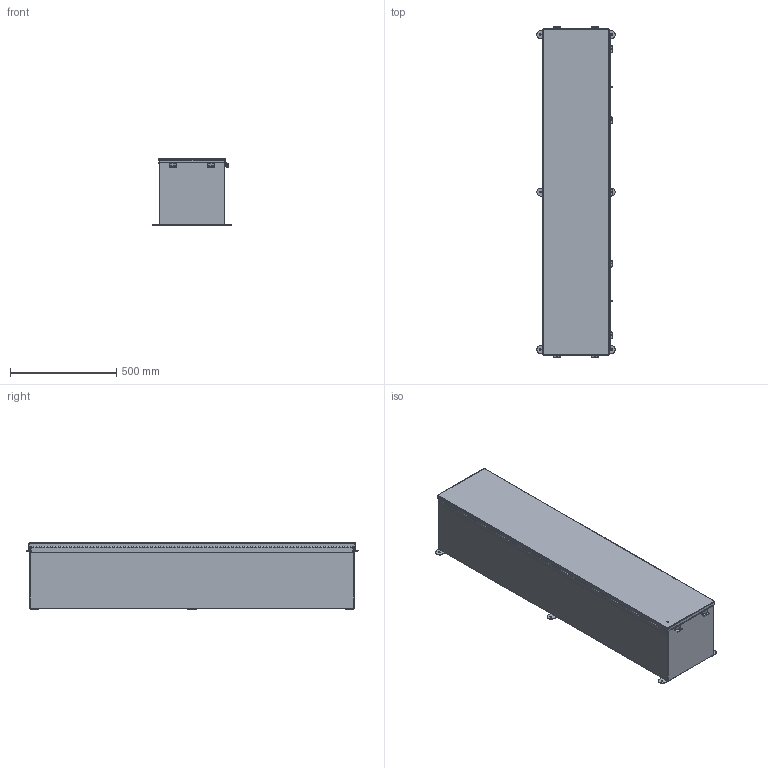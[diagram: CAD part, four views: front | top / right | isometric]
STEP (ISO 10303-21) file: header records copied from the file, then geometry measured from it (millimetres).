
FILE_DESCRIPTION (( 'STEP AP203' ), '1' );
FILE_NAME ('N121260SSCHTR.STEP', '2014-07-18T18:49:02', ( 'changeme' ), ( 'Microsoft' ), 'SwSTEP 2.0', 'SolidWorks 2013', '' );
FILE_SCHEMA (( 'CONFIG_CONTROL_DESIGN' ));
Length unit declared in the file: inch
Products named in the file (13): HW-CLH-JH-20154; N121260SSCHTR Hinge Cover Side JIC; N121260SSCHTR JIC Mounting Bracket; N121260SSCHTR _JIC Hinge; N121260SSCHTR; N121260SSCHTR JIC_Cover_Template; N121260SSCHTR JIC Clamp Bracket; N121260SSCHTR JIC Cover Clamp; N121260SSCHTR JIC Top; N121260SSCHTR JIC Bottom; N121260SSCHTR JIC Enclosure Template; N121260SSCHTR HW-CD-S-25020-034; N121260SSCHTR Hinge Body Side
Assembly tree (32 placements, depth 3):
  N121260SSCHTR
    N121260SSCHTR JIC Enclosure Template
    N121260SSCHTR _JIC Hinge
      N121260SSCHTR Hinge Body Side
      N121260SSCHTR Hinge Cover Side JIC
    N121260SSCHTR JIC_Cover_Template
    N121260SSCHTR JIC Clamp Bracket  x9
    N121260SSCHTR JIC Cover Clamp  x9
    N121260SSCHTR JIC Top
    N121260SSCHTR JIC Bottom
    N121260SSCHTR HW-CD-S-25020-034  x2
    HW-CLH-JH-20154  x2
    N121260SSCHTR JIC Mounting Bracket  x3
Bounding box: 368.3 x 1559.73 x 313.36 mm (x, y, z)
Volume: 4365464.7 mm3; surface area: 4595685.4 mm2
Topology: 31 solids, 31 shells, 1773 faces, 4525 edges, 2816 vertices
Faces by surface type: plane 1066, cylinder 687, bspline 8, torus 8, cone 4
Entity records: 43710 total; most frequent: CARTESIAN_POINT 7603, DIRECTION 7369, ORIENTED_EDGE 7120, EDGE_CURVE 3560, AXIS2_PLACEMENT_3D 2459, VECTOR 2451, LINE 2451, VERTEX_POINT 2245
